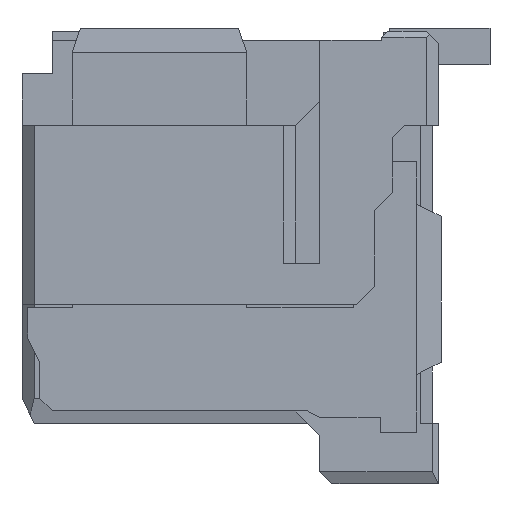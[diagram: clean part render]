
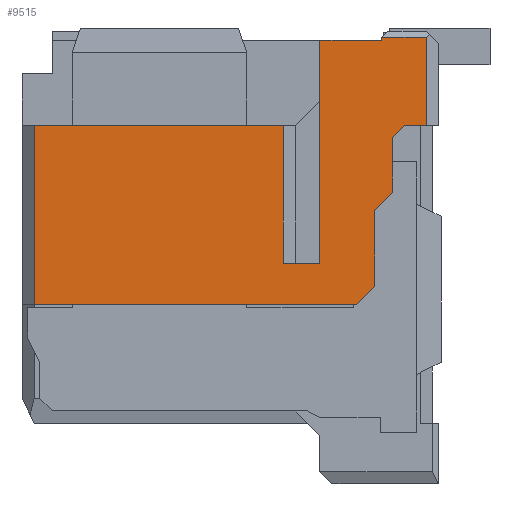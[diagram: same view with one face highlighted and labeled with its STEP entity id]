
A CAD part, left-side view. The second image highlights one B-rep face of the part: STEP entity #9515.
In plain terms, the highlighted planar face has unit normal (-1, 0, 0).
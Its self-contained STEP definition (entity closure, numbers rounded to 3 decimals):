
#1783=DIRECTION('',(0.,0.,-1.));
#1784=VECTOR('',#1783,2.95);
#1785=CARTESIAN_POINT('',(-7.,3.1,4.475));
#1786=LINE('',#1785,#1784);
#1787=DIRECTION('',(0.,-1.,0.));
#1788=VECTOR('',#1787,4.1);
#1789=CARTESIAN_POINT('',(-7.,3.1,4.475));
#1790=LINE('',#1789,#1788);
#1791=DIRECTION('',(0.,0.,1.));
#1792=VECTOR('',#1791,2.27);
#1793=CARTESIAN_POINT('',(-7.,-1.,2.205));
#1794=LINE('',#1793,#1792);
#1795=DIRECTION('',(0.,1.,0.));
#1796=VECTOR('',#1795,0.6);
#1797=CARTESIAN_POINT('',(-7.,-1.6,2.205));
#1798=LINE('',#1797,#1796);
#1799=DIRECTION('',(0.,1.,0.));
#1800=VECTOR('',#1799,1.02);
#1801=CARTESIAN_POINT('',(-7.,-2.62,5.875));
#1802=LINE('',#1801,#1800);
#1803=DIRECTION('',(0.,0.,-1.));
#1804=VECTOR('',#1803,0.05);
#1805=CARTESIAN_POINT('',(-7.,-2.62,5.925));
#1806=LINE('',#1805,#1804);
#1807=DIRECTION('',(0.,1.,0.));
#1808=VECTOR('',#1807,0.73);
#1809=CARTESIAN_POINT('',(-7.,-3.35,5.925));
#1810=LINE('',#1809,#1808);
#1811=DIRECTION('',(0.,0.,1.));
#1812=VECTOR('',#1811,1.45);
#1813=CARTESIAN_POINT('',(-7.,-3.35,4.475));
#1814=LINE('',#1813,#1812);
#1815=DIRECTION('',(0.,1.,0.));
#1816=VECTOR('',#1815,0.35);
#1817=CARTESIAN_POINT('',(-7.,-3.35,4.475));
#1818=LINE('',#1817,#1816);
#1819=DIRECTION('',(0.,0.707,-0.707));
#1820=VECTOR('',#1819,0.283);
#1821=CARTESIAN_POINT('',(-7.,-3.,4.475));
#1822=LINE('',#1821,#1820);
#1823=DIRECTION('',(0.,0.,-1.));
#1824=VECTOR('',#1823,0.9);
#1825=CARTESIAN_POINT('',(-7.,-2.8,4.275));
#1826=LINE('',#1825,#1824);
#1827=DIRECTION('',(0.,0.707,-0.707));
#1828=VECTOR('',#1827,0.424);
#1829=CARTESIAN_POINT('',(-7.,-2.8,3.375));
#1830=LINE('',#1829,#1828);
#1831=DIRECTION('',(0.,0.,-1.));
#1832=VECTOR('',#1831,1.25);
#1833=CARTESIAN_POINT('',(-7.,-2.5,3.075));
#1834=LINE('',#1833,#1832);
#1835=DIRECTION('',(0.,0.707,-0.707));
#1836=VECTOR('',#1835,0.424);
#1837=CARTESIAN_POINT('',(-7.,-2.5,1.825));
#1838=LINE('',#1837,#1836);
#1839=DIRECTION('',(0.,-1.,0.));
#1840=VECTOR('',#1839,5.3);
#1841=CARTESIAN_POINT('',(-7.,3.1,1.525));
#1842=LINE('',#1841,#1840);
#5003=DIRECTION('',(0.,0.,-1.));
#5004=VECTOR('',#5003,3.67);
#5005=CARTESIAN_POINT('',(-7.,-1.6,5.875));
#5006=LINE('',#5005,#5004);
#5487=CARTESIAN_POINT('',(-7.,-3.,4.475));
#5488=CARTESIAN_POINT('',(-7.,-2.8,4.275));
#5489=VERTEX_POINT('',#5487);
#5490=VERTEX_POINT('',#5488);
#5491=CARTESIAN_POINT('',(-7.,-2.8,3.375));
#5492=VERTEX_POINT('',#5491);
#5493=CARTESIAN_POINT('',(-7.,-2.5,3.075));
#5494=VERTEX_POINT('',#5493);
#5495=CARTESIAN_POINT('',(-7.,-2.5,1.825));
#5496=VERTEX_POINT('',#5495);
#5497=CARTESIAN_POINT('',(-7.,-2.2,1.525));
#5498=VERTEX_POINT('',#5497);
#5499=CARTESIAN_POINT('',(-7.,-1.6,5.875));
#5501=VERTEX_POINT('',#5499);
#5509=CARTESIAN_POINT('',(-7.,-2.62,5.875));
#5510=VERTEX_POINT('',#5509);
#6586=CARTESIAN_POINT('',(-7.,-1.6,2.205));
#6587=CARTESIAN_POINT('',(-7.,-1.,2.205));
#6588=VERTEX_POINT('',#6586);
#6589=VERTEX_POINT('',#6587);
#6590=CARTESIAN_POINT('',(-7.,-1.,4.475));
#6591=VERTEX_POINT('',#6590);
#6646=CARTESIAN_POINT('',(-7.,3.1,1.525));
#6648=VERTEX_POINT('',#6646);
#6652=CARTESIAN_POINT('',(-7.,3.1,4.475));
#6653=VERTEX_POINT('',#6652);
#6714=CARTESIAN_POINT('',(-7.,-3.35,5.925));
#6715=CARTESIAN_POINT('',(-7.,-2.62,5.925));
#6716=VERTEX_POINT('',#6714);
#6717=VERTEX_POINT('',#6715);
#6727=CARTESIAN_POINT('',(-7.,-3.35,4.475));
#6729=VERTEX_POINT('',#6727);
#9484=CARTESIAN_POINT('',(-7.,0.,2.3));
#9485=DIRECTION('',(-1.,0.,0.));
#9486=DIRECTION('',(0.,0.,1.));
#9487=AXIS2_PLACEMENT_3D('',#9484,#9485,#9486);
#9488=PLANE('',#9487);
#9490=ORIENTED_EDGE('',*,*,#9489,.F.);
#9492=ORIENTED_EDGE('',*,*,#9491,.T.);
#9494=ORIENTED_EDGE('',*,*,#9493,.F.);
#9496=ORIENTED_EDGE('',*,*,#9495,.F.);
#9498=ORIENTED_EDGE('',*,*,#9497,.F.);
#9500=ORIENTED_EDGE('',*,*,#9499,.F.);
#9502=ORIENTED_EDGE('',*,*,#9501,.F.);
#9503=ORIENTED_EDGE('',*,*,#8950,.F.);
#9504=ORIENTED_EDGE('',*,*,#9027,.F.);
#9505=ORIENTED_EDGE('',*,*,#9050,.T.);
#9507=ORIENTED_EDGE('',*,*,#9506,.T.);
#9508=ORIENTED_EDGE('',*,*,#9433,.T.);
#9509=ORIENTED_EDGE('',*,*,#9451,.T.);
#9510=ORIENTED_EDGE('',*,*,#9465,.T.);
#9511=ORIENTED_EDGE('',*,*,#9478,.T.);
#9512=ORIENTED_EDGE('',*,*,#9145,.F.);
#9513=EDGE_LOOP('',(#9490,#9492,#9494,#9496,#9498,#9500,#9502,#9503,#9504,#9505,
#9507,#9508,#9509,#9510,#9511,#9512));
#9514=FACE_OUTER_BOUND('',#9513,.F.);
#9515=ADVANCED_FACE('',(#9514),#9488,.T.);
#8950=EDGE_CURVE('',#6716,#6717,#1810,.T.);
#9027=EDGE_CURVE('',#6729,#6716,#1814,.T.);
#9050=EDGE_CURVE('',#6729,#5489,#1818,.T.);
#9145=EDGE_CURVE('',#6648,#5498,#1842,.T.);
#9433=EDGE_CURVE('',#5490,#5492,#1826,.T.);
#9451=EDGE_CURVE('',#5492,#5494,#1830,.T.);
#9465=EDGE_CURVE('',#5494,#5496,#1834,.T.);
#9478=EDGE_CURVE('',#5496,#5498,#1838,.T.);
#9489=EDGE_CURVE('',#6653,#6648,#1786,.T.);
#9491=EDGE_CURVE('',#6653,#6591,#1790,.T.);
#9493=EDGE_CURVE('',#6589,#6591,#1794,.T.);
#9495=EDGE_CURVE('',#6588,#6589,#1798,.T.);
#9497=EDGE_CURVE('',#5501,#6588,#5006,.T.);
#9499=EDGE_CURVE('',#5510,#5501,#1802,.T.);
#9501=EDGE_CURVE('',#6717,#5510,#1806,.T.);
#9506=EDGE_CURVE('',#5489,#5490,#1822,.T.);
